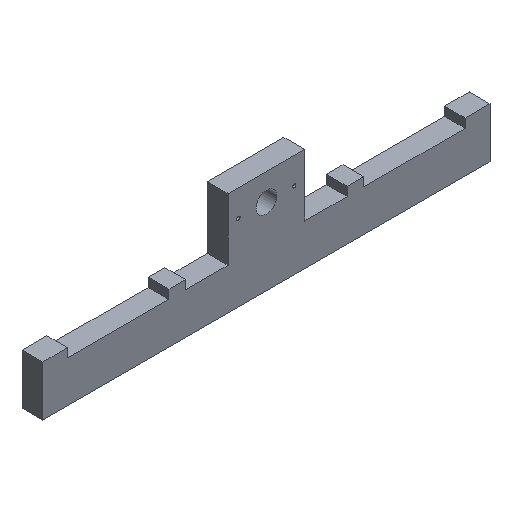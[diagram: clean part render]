
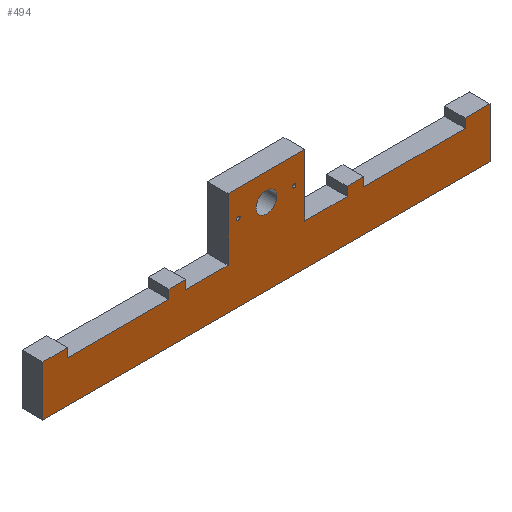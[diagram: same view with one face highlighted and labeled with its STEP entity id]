
A CAD part, isometric view. The second image highlights one B-rep face of the part: STEP entity #494.
In plain terms, the highlighted planar face has unit normal (0, -1, 0).
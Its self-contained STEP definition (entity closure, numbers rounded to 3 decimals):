
#1=CARTESIAN_POINT('',(0.,0.,28.33));
#2=DIRECTION('',(0.,-1.,0.));
#3=DIRECTION('',(1.,0.,0.));
#4=AXIS2_PLACEMENT_3D('',#1,#2,#3);
#6=CARTESIAN_POINT('',(0.,0.,28.33));
#7=DIRECTION('',(0.,-1.,0.));
#8=DIRECTION('',(-1.,0.,0.));
#9=AXIS2_PLACEMENT_3D('',#6,#7,#8);
#11=CARTESIAN_POINT('',(33.75,0.,28.33));
#12=DIRECTION('',(0.,-1.,0.));
#13=DIRECTION('',(1.,0.,0.));
#14=AXIS2_PLACEMENT_3D('',#11,#12,#13);
#16=CARTESIAN_POINT('',(33.75,0.,28.33));
#17=DIRECTION('',(0.,-1.,0.));
#18=DIRECTION('',(-1.,0.,0.));
#19=AXIS2_PLACEMENT_3D('',#16,#17,#18);
#21=CARTESIAN_POINT('',(-33.75,0.,28.33));
#22=DIRECTION('',(0.,-1.,0.));
#23=DIRECTION('',(1.,0.,0.));
#24=AXIS2_PLACEMENT_3D('',#21,#22,#23);
#26=CARTESIAN_POINT('',(-33.75,0.,28.33));
#27=DIRECTION('',(0.,-1.,0.));
#28=DIRECTION('',(-1.,0.,0.));
#29=AXIS2_PLACEMENT_3D('',#26,#27,#28);
#31=DIRECTION('',(0.,0.,1.));
#32=VECTOR('',#31,60.76);
#33=CARTESIAN_POINT('',(-270.,0.,-64.67));
#34=LINE('',#33,#32);
#35=DIRECTION('',(1.,0.,0.));
#36=VECTOR('',#35,29.93);
#37=CARTESIAN_POINT('',(-270.,0.,-3.91));
#38=LINE('',#37,#36);
#39=DIRECTION('',(0.,0.,-1.));
#40=VECTOR('',#39,10.7);
#41=CARTESIAN_POINT('',(-240.07,0.,-3.91));
#42=LINE('',#41,#40);
#43=DIRECTION('',(1.,0.,0.));
#44=VECTOR('',#43,122.5);
#45=CARTESIAN_POINT('',(-240.07,0.,-14.61));
#46=LINE('',#45,#44);
#47=DIRECTION('',(0.,0.,1.));
#48=VECTOR('',#47,10.7);
#49=CARTESIAN_POINT('',(-117.57,0.,-14.61));
#50=LINE('',#49,#48);
#51=DIRECTION('',(1.,0.,0.));
#52=VECTOR('',#51,20.);
#53=CARTESIAN_POINT('',(-117.57,0.,-3.91));
#54=LINE('',#53,#52);
#55=DIRECTION('',(0.,0.,-1.));
#56=VECTOR('',#55,10.7);
#57=CARTESIAN_POINT('',(-97.57,0.,-3.91));
#58=LINE('',#57,#56);
#59=DIRECTION('',(1.,0.,0.));
#60=VECTOR('',#59,51.32);
#61=CARTESIAN_POINT('',(-97.57,0.,-14.61));
#62=LINE('',#61,#60);
#63=DIRECTION('',(0.,0.,1.));
#64=VECTOR('',#63,74.94);
#65=CARTESIAN_POINT('',(-46.25,0.,-14.61));
#66=LINE('',#65,#64);
#67=DIRECTION('',(1.,0.,0.));
#68=VECTOR('',#67,92.5);
#69=CARTESIAN_POINT('',(-46.25,0.,60.33));
#70=LINE('',#69,#68);
#71=DIRECTION('',(0.,0.,-1.));
#72=VECTOR('',#71,74.94);
#73=CARTESIAN_POINT('',(46.25,0.,60.33));
#74=LINE('',#73,#72);
#75=DIRECTION('',(1.,0.,0.));
#76=VECTOR('',#75,51.32);
#77=CARTESIAN_POINT('',(46.25,0.,-14.61));
#78=LINE('',#77,#76);
#79=DIRECTION('',(0.,0.,1.));
#80=VECTOR('',#79,10.7);
#81=CARTESIAN_POINT('',(97.57,0.,-14.61));
#82=LINE('',#81,#80);
#83=DIRECTION('',(1.,0.,0.));
#84=VECTOR('',#83,20.);
#85=CARTESIAN_POINT('',(97.57,0.,-3.91));
#86=LINE('',#85,#84);
#87=DIRECTION('',(0.,0.,-1.));
#88=VECTOR('',#87,10.7);
#89=CARTESIAN_POINT('',(117.57,0.,-3.91));
#90=LINE('',#89,#88);
#91=DIRECTION('',(1.,0.,0.));
#92=VECTOR('',#91,122.5);
#93=CARTESIAN_POINT('',(117.57,0.,-14.61));
#94=LINE('',#93,#92);
#95=DIRECTION('',(0.,0.,1.));
#96=VECTOR('',#95,10.7);
#97=CARTESIAN_POINT('',(240.07,0.,-14.61));
#98=LINE('',#97,#96);
#99=DIRECTION('',(1.,0.,0.));
#100=VECTOR('',#99,29.93);
#101=CARTESIAN_POINT('',(240.07,0.,-3.91));
#102=LINE('',#101,#100);
#103=DIRECTION('',(0.,0.,-1.));
#104=VECTOR('',#103,60.76);
#105=CARTESIAN_POINT('',(270.,0.,-3.91));
#106=LINE('',#105,#104);
#107=DIRECTION('',(-1.,0.,0.));
#108=VECTOR('',#107,540.);
#109=CARTESIAN_POINT('',(270.,0.,-64.67));
#110=LINE('',#109,#108);
#325=CARTESIAN_POINT('',(12.5,0.,28.33));
#326=CARTESIAN_POINT('',(-12.5,0.,28.33));
#327=VERTEX_POINT('',#325);
#328=VERTEX_POINT('',#326);
#329=CARTESIAN_POINT('',(35.75,0.,28.33));
#330=CARTESIAN_POINT('',(31.75,0.,28.33));
#331=VERTEX_POINT('',#329);
#332=VERTEX_POINT('',#330);
#333=CARTESIAN_POINT('',(-31.75,0.,28.33));
#334=CARTESIAN_POINT('',(-35.75,0.,28.33));
#335=VERTEX_POINT('',#333);
#336=VERTEX_POINT('',#334);
#337=CARTESIAN_POINT('',(-270.,0.,-64.67));
#338=CARTESIAN_POINT('',(-270.,0.,-3.91));
#339=VERTEX_POINT('',#337);
#340=VERTEX_POINT('',#338);
#341=CARTESIAN_POINT('',(-240.07,0.,-3.91));
#342=VERTEX_POINT('',#341);
#343=CARTESIAN_POINT('',(-240.07,0.,-14.61));
#344=VERTEX_POINT('',#343);
#345=CARTESIAN_POINT('',(-117.57,0.,-14.61));
#346=VERTEX_POINT('',#345);
#347=CARTESIAN_POINT('',(-117.57,0.,-3.91));
#348=VERTEX_POINT('',#347);
#349=CARTESIAN_POINT('',(-97.57,0.,-3.91));
#350=VERTEX_POINT('',#349);
#351=CARTESIAN_POINT('',(-97.57,0.,-14.61));
#352=VERTEX_POINT('',#351);
#353=CARTESIAN_POINT('',(-46.25,0.,-14.61));
#354=VERTEX_POINT('',#353);
#355=CARTESIAN_POINT('',(-46.25,0.,60.33));
#356=VERTEX_POINT('',#355);
#357=CARTESIAN_POINT('',(46.25,0.,60.33));
#358=VERTEX_POINT('',#357);
#359=CARTESIAN_POINT('',(46.25,0.,-14.61));
#360=VERTEX_POINT('',#359);
#361=CARTESIAN_POINT('',(97.57,0.,-14.61));
#362=VERTEX_POINT('',#361);
#363=CARTESIAN_POINT('',(97.57,0.,-3.91));
#364=VERTEX_POINT('',#363);
#365=CARTESIAN_POINT('',(117.57,0.,-3.91));
#366=VERTEX_POINT('',#365);
#367=CARTESIAN_POINT('',(117.57,0.,-14.61));
#368=VERTEX_POINT('',#367);
#369=CARTESIAN_POINT('',(240.07,0.,-14.61));
#370=VERTEX_POINT('',#369);
#371=CARTESIAN_POINT('',(240.07,0.,-3.91));
#372=VERTEX_POINT('',#371);
#373=CARTESIAN_POINT('',(270.,0.,-3.91));
#374=VERTEX_POINT('',#373);
#375=CARTESIAN_POINT('',(270.,0.,-64.67));
#376=VERTEX_POINT('',#375);
#429=CARTESIAN_POINT('',(0.,0.,0.));
#430=DIRECTION('',(0.,1.,0.));
#431=DIRECTION('',(1.,0.,0.));
#432=AXIS2_PLACEMENT_3D('',#429,#430,#431);
#433=PLANE('',#432);
#435=ORIENTED_EDGE('',*,*,#434,.T.);
#437=ORIENTED_EDGE('',*,*,#436,.T.);
#439=ORIENTED_EDGE('',*,*,#438,.T.);
#441=ORIENTED_EDGE('',*,*,#440,.T.);
#443=ORIENTED_EDGE('',*,*,#442,.T.);
#445=ORIENTED_EDGE('',*,*,#444,.T.);
#447=ORIENTED_EDGE('',*,*,#446,.T.);
#449=ORIENTED_EDGE('',*,*,#448,.T.);
#451=ORIENTED_EDGE('',*,*,#450,.T.);
#453=ORIENTED_EDGE('',*,*,#452,.T.);
#455=ORIENTED_EDGE('',*,*,#454,.T.);
#457=ORIENTED_EDGE('',*,*,#456,.T.);
#459=ORIENTED_EDGE('',*,*,#458,.T.);
#461=ORIENTED_EDGE('',*,*,#460,.T.);
#463=ORIENTED_EDGE('',*,*,#462,.T.);
#465=ORIENTED_EDGE('',*,*,#464,.T.);
#467=ORIENTED_EDGE('',*,*,#466,.T.);
#469=ORIENTED_EDGE('',*,*,#468,.T.);
#471=ORIENTED_EDGE('',*,*,#470,.T.);
#473=ORIENTED_EDGE('',*,*,#472,.T.);
#474=EDGE_LOOP('',(#435,#437,#439,#441,#443,#445,#447,#449,#451,#453,#455,#457,
#459,#461,#463,#465,#467,#469,#471,#473));
#475=FACE_OUTER_BOUND('',#474,.F.);
#477=ORIENTED_EDGE('',*,*,#476,.T.);
#479=ORIENTED_EDGE('',*,*,#478,.T.);
#480=EDGE_LOOP('',(#477,#479));
#481=FACE_BOUND('',#480,.F.);
#483=ORIENTED_EDGE('',*,*,#482,.T.);
#485=ORIENTED_EDGE('',*,*,#484,.T.);
#486=EDGE_LOOP('',(#483,#485));
#487=FACE_BOUND('',#486,.F.);
#489=ORIENTED_EDGE('',*,*,#488,.T.);
#491=ORIENTED_EDGE('',*,*,#490,.T.);
#492=EDGE_LOOP('',(#489,#491));
#493=FACE_BOUND('',#492,.F.);
#5=CIRCLE('',#4,12.5);
#10=CIRCLE('',#9,12.5);
#15=CIRCLE('',#14,2.);
#20=CIRCLE('',#19,2.);
#25=CIRCLE('',#24,2.);
#30=CIRCLE('',#29,2.);
#434=EDGE_CURVE('',#339,#340,#34,.T.);
#436=EDGE_CURVE('',#340,#342,#38,.T.);
#438=EDGE_CURVE('',#342,#344,#42,.T.);
#440=EDGE_CURVE('',#344,#346,#46,.T.);
#442=EDGE_CURVE('',#346,#348,#50,.T.);
#444=EDGE_CURVE('',#348,#350,#54,.T.);
#446=EDGE_CURVE('',#350,#352,#58,.T.);
#448=EDGE_CURVE('',#352,#354,#62,.T.);
#450=EDGE_CURVE('',#354,#356,#66,.T.);
#452=EDGE_CURVE('',#356,#358,#70,.T.);
#454=EDGE_CURVE('',#358,#360,#74,.T.);
#456=EDGE_CURVE('',#360,#362,#78,.T.);
#458=EDGE_CURVE('',#362,#364,#82,.T.);
#460=EDGE_CURVE('',#364,#366,#86,.T.);
#462=EDGE_CURVE('',#366,#368,#90,.T.);
#464=EDGE_CURVE('',#368,#370,#94,.T.);
#466=EDGE_CURVE('',#370,#372,#98,.T.);
#468=EDGE_CURVE('',#372,#374,#102,.T.);
#470=EDGE_CURVE('',#374,#376,#106,.T.);
#472=EDGE_CURVE('',#376,#339,#110,.T.);
#476=EDGE_CURVE('',#327,#328,#5,.T.);
#478=EDGE_CURVE('',#328,#327,#10,.T.);
#482=EDGE_CURVE('',#331,#332,#15,.T.);
#484=EDGE_CURVE('',#332,#331,#20,.T.);
#488=EDGE_CURVE('',#335,#336,#25,.T.);
#490=EDGE_CURVE('',#336,#335,#30,.T.);
#494=ADVANCED_FACE('',(#475,#481,#487,#493),#433,.F.);
